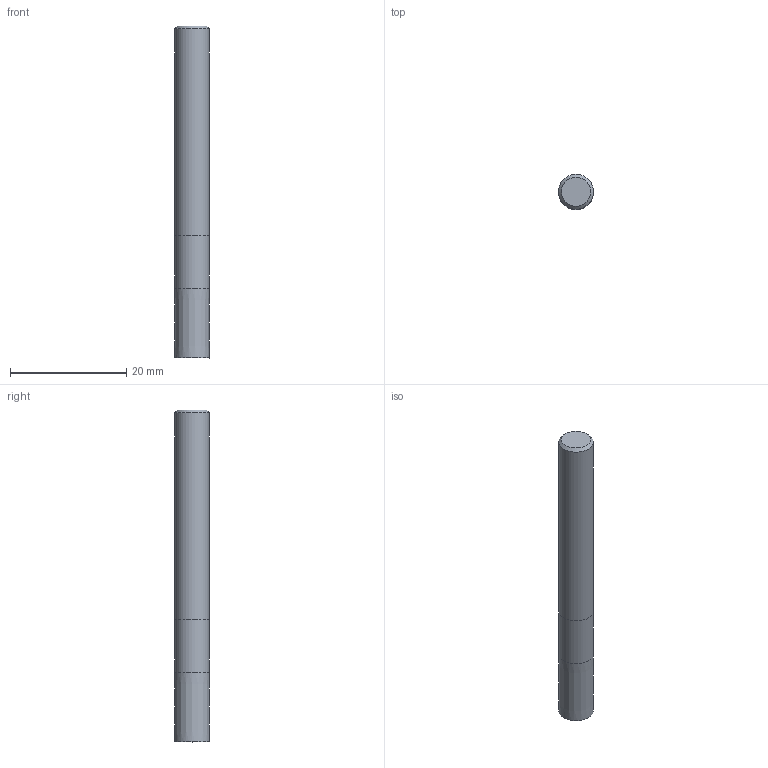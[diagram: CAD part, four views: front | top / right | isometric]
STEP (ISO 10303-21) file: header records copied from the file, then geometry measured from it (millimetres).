
FILE_DESCRIPTION(('Open CASCADE Model'),'2;1');
FILE_NAME('Open CASCADE Shape Model','2023-09-05T06:13:21',('Author'),( 'Open CASCADE'),'Open CASCADE STEP processor 7.7','Open CASCADE 7.7' ,'Unknown');
FILE_SCHEMA(('AUTOMOTIVE_DESIGN { 1 0 10303 214 1 1 1 1 }'));
Length unit declared in the file: millimetre
Products named in the file (6): =>[0:1:1:1:1:3]; Open CASCADE STEP translator 7.7 1.1; =>[0:1:1:1:1:5]; Open CASCADE STEP translator 7.7 2.1; =>[0:1:1:1:1:7]; Open CASCADE STEP translator 7.7 3.1
Assembly tree (3 placements, depth 2):
  =>[0:1:1:1:1:3]
    Open CASCADE STEP translator 7.7 1.1
  =>[0:1:1:1:1:5]
    Open CASCADE STEP translator 7.7 2.1
  =>[0:1:1:1:1:7]
    Open CASCADE STEP translator 7.7 3.1
Bounding box: 6 x 6 x 57 mm (x, y, z)
Volume: 1606.7 mm3; surface area: 1238.2 mm2
Topology: 3 solids, 3 shells, 10 faces, 16 edges, 11 vertices
Faces by surface type: plane 5, cone 3, cylinder 2
Full cylindrical faces by diameter (mm): 6 x2
Entity records: 323 total; most frequent: DIRECTION 54, CARTESIAN_POINT 49, ORIENTED_EDGE 30, AXIS2_PLACEMENT_3D 27, EDGE_CURVE 15, VERTEX_POINT 11, ADVANCED_FACE 10, FACE_BOUND 10
